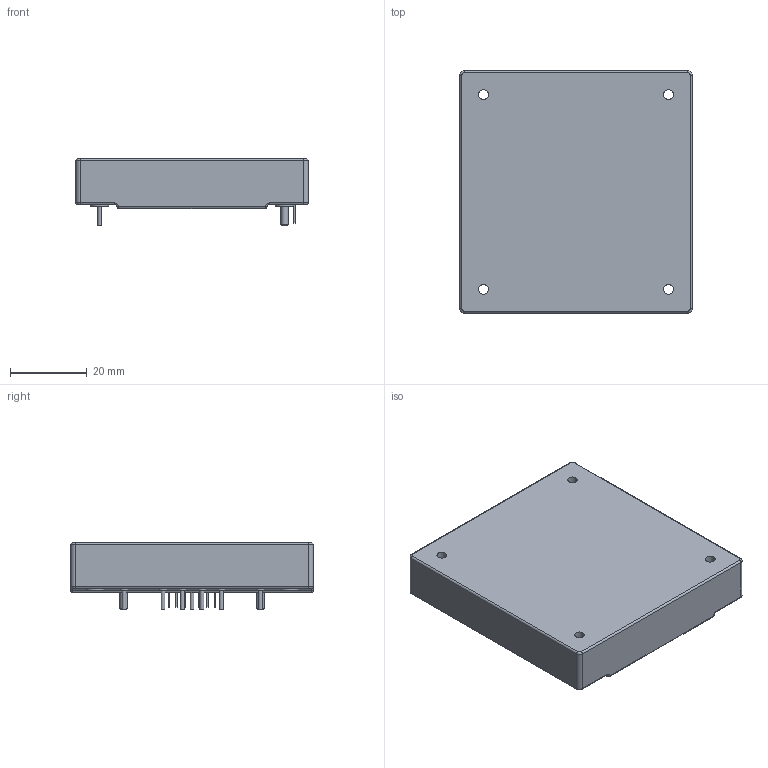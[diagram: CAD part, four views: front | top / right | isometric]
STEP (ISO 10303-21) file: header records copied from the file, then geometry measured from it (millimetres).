
FILE_DESCRIPTION(/* description */ ('Unknown'),/* implementation_level */ '2;1');
FILE_NAME(/* name */ 'H60SB0A050NRDC',/* time_stamp */ '2024-10-02T13:32:32+02:00',/* author */ ('Unknown'),/* organization */ ('Unknown'),/* preprocessor_version */ 'ST-DEVELOPER v18.102',/* originating_system */ 'Solid Edge',/* authorisation */ 'Unknown');
FILE_SCHEMA (('AUTOMOTIVE_DESIGN {1 0 10303 214 3 1 1}'));
Length unit declared in the file: millimetre
Products named in the file (1): H60SB0A050NRDC
Bounding box: 60.6 x 63.2 x 17.35 mm (x, y, z)
Volume: 48148 mm3; surface area: 11334.6 mm2
Topology: 1 solids, 1 shells, 141 faces, 309 edges, 199 vertices
Faces by surface type: plane 69, cylinder 50, torus 12, bspline 8, cone 2
Full cylindrical faces by diameter (mm): 1 x9, 2 x2, 2.055 x9, 2.537 x4, 3.598 x2, 4.8 x4
Entity records: 4623 total; most frequent: CARTESIAN_POINT 708, DIRECTION 634, ORIENTED_EDGE 504, AXIS2_PLACEMENT_3D 256, EDGE_CURVE 252, EDGE_LOOP 214, FACE_BOUND 214, VERTEX_POINT 178
